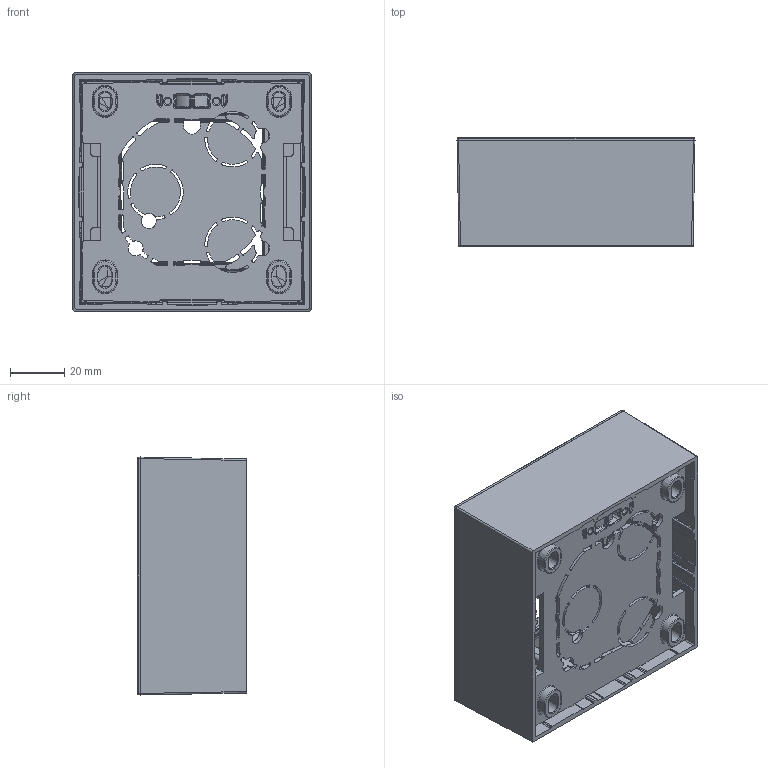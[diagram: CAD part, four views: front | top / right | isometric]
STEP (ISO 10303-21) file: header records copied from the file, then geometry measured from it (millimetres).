
FILE_DESCRIPTION((''),'2;1');
FILE_NAME('WAD8111XX_ASM','2024-12-17T16:46:24',('knorrj'),(''),'CREO PARAMETRIC BY PTC INC, 2023154','CREO PARAMETRIC BY PTC INC, 2023154','');
FILE_SCHEMA(('CONFIG_CONTROL_DESIGN','SHAPE_APPEARANCE_LAYERS_GROUPS'));
Products named in the file (5): W4H0297_18; W1B0293_80; W1A2417_GEN; W2A0597_00_ASM; WAD8111XX_ASM
Assembly tree (4 placements, depth 3):
  WAD8111XX_ASM
    W2A0597_00_ASM
      W4H0297_18
      W1B0293_80
      W1A2417_GEN
Bounding box: 88 x 40 x 88 mm (x, y, z)
Volume: 65416.5 mm3; surface area: 65852.3 mm2
Topology: 2 solids, 2 shells, 3174 faces, 7848 edges, 4725 vertices
Faces by surface type: cylinder 929, plane 747, bspline 633, extrusion 350, torus 215, cone 154, sphere 142, revolution 4
Entity records: 150359 total; most frequent: CARTESIAN_POINT 80778, ORIENTED_EDGE 15696, DIRECTION 12247, EDGE_CURVE 7848, VERTEX_POINT 4725, AXIS2_PLACEMENT_3D 4361, VECTOR 3521, EDGE_LOOP 3283
